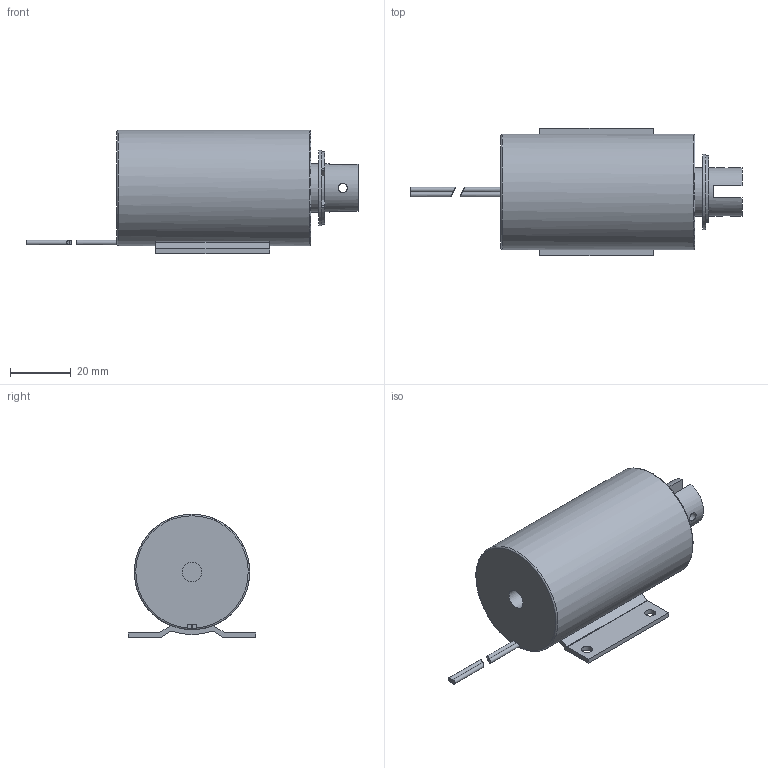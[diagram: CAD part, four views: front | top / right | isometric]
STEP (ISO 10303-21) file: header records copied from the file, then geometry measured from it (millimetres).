
FILE_DESCRIPTION( ( 'Unknown' ), '1' );
FILE_NAME( 'T3864L.stp', 'Unknown', ( 'Unknown' ), ( 'Unknown' ), 'PSStep 17.0.49', 'Unknown', ' ' );
FILE_SCHEMA( ( 'AUTOMOTIVE_DESIGN { 1 0 10303 214 1 1 1 1 }' ) );
Length unit declared in the file: millimetre
Products named in the file (7): Assem1; T3864L; T3864L-2; Washer 25-16; E-ring 15,4mm
Assembly tree (6 placements, depth 2):
  Assem1
    T3864L
    T3864L
    T3864L
    T3864L-2
    Washer 25-16
    E-ring 15,4mm
Bounding box: 109.53 x 42 x 40.77 mm (x, y, z)
Volume: 77505.9 mm3; surface area: 20122.7 mm2
Topology: 6 solids, 6 shells, 85 faces, 204 edges, 135 vertices
Faces by surface type: plane 40, cylinder 38, torus 3, bspline 2, cone 2
Full cylindrical faces by diameter (mm): 1.5 x4, 3 x2, 3.6 x4, 6.5 x1, 15.4 x1, 16 x4, 25 x1, 38.1 x1
Entity records: 3493 total; most frequent: CARTESIAN_POINT 755, DIRECTION 441, ORIENTED_EDGE 346, AXIS2_PLACEMENT_3D 182, EDGE_CURVE 173, EDGE_LOOP 127, VERTEX_POINT 126, FACE_OUTER_BOUND 104
